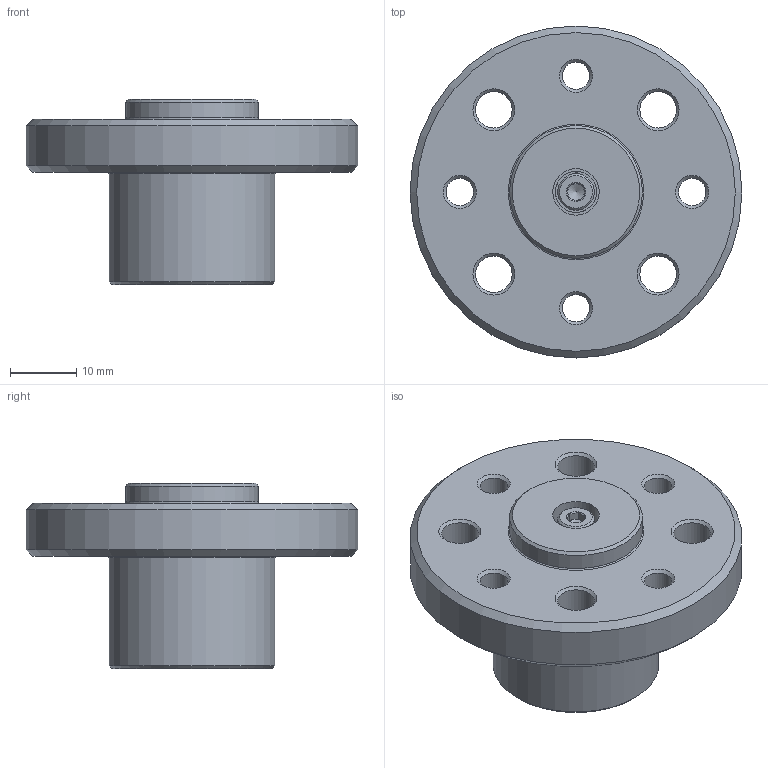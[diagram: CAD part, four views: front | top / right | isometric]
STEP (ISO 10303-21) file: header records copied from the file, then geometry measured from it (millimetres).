
FILE_DESCRIPTION(/* description */ ('STEP AP214'),/* implementation_level */ '2;1');
FILE_NAME(/* name */ '4886223_DARF-Q12-25',/* time_stamp */ '2024-08-14T15:15:47+02:00',/* author */ ('License CC BY-ND 4.0'),/* organization */ ('CADENAS'),/* preprocessor_version */ 'ST-DEVELOPER v19.3',/* originating_system */ 'PARTsolutions',/* authorisation */ ' ');
FILE_SCHEMA (('AUTOMOTIVE_DESIGN {1 0 10303 214 3 1 1}'));
Length unit declared in the file: millimetre
Products named in the file (4): 4886223 DARF-Q12-25; 4353455 DARF-Q12-25---(P); Spring lock washer DIN 127 B3; DIN-912 - M3x10(F)
Assembly tree (3 placements, depth 2):
  4886223 DARF-Q12-25
    4353455 DARF-Q12-25---(P)
    Spring lock washer DIN 127 B3
    DIN-912 - M3x10(F)
Bounding box: 50 x 50 x 27.9 mm (x, y, z)
Volume: 21446 mm3; surface area: 8329.9 mm2
Topology: 3 solids, 3 shells, 86 faces, 177 edges, 102 vertices
Faces by surface type: cone 33, plane 30, cylinder 19, torus 4
Full cylindrical faces by diameter (mm): 3 x1, 3.4 x1, 4.134 x4, 5.5 x5, 7 x1, 14 x1, 20 x1, 25 x1, 50 x1
Entity records: 2145 total; most frequent: DIRECTION 383, CARTESIAN_POINT 358, ORIENTED_EDGE 258, AXIS2_PLACEMENT_3D 175, FACE_BOUND 154, EDGE_LOOP 153, EDGE_CURVE 129, VERTEX_POINT 99
